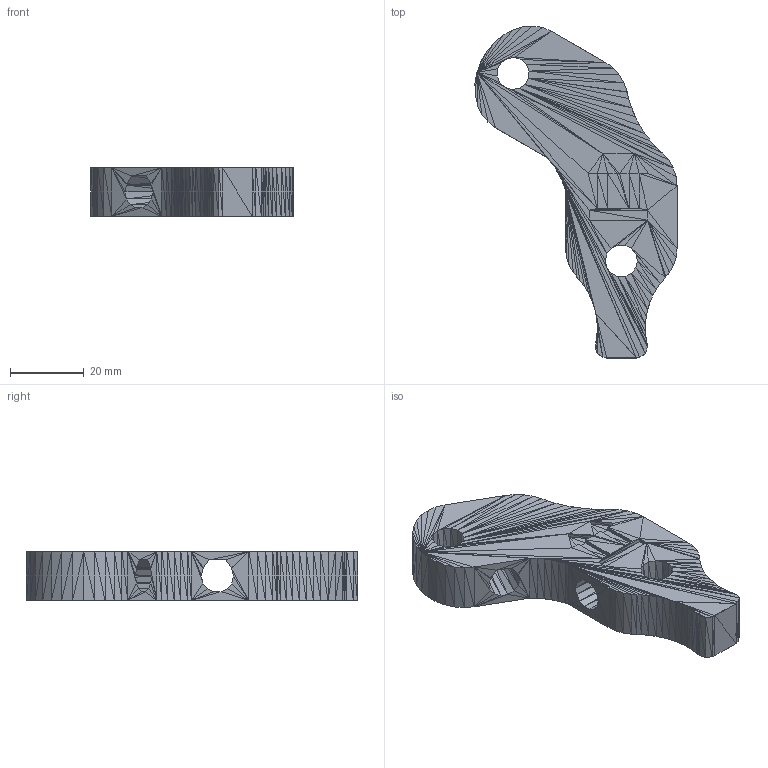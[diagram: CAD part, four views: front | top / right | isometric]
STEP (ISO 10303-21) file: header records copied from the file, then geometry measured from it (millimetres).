
FILE_DESCRIPTION(('FreeCAD Model'),'2;1');
FILE_NAME('frame-vertex-foot.stp', '2011-11-21T21:30:47',('FreeCAD'),('FreeCAD'), 'Open CASCADE STEP processor 6.3','FreeCAD','Unknown');
FILE_SCHEMA(('AUTOMOTIVE_DESIGN_CC2 { 1 2 10303 214 -1 1 5 4 }'));
Length unit declared in the file: millimetre
Products named in the file (1): Open CASCADE STEP translator 6.3 6
Bounding box: 54.65 x 89.76 x 13.2 mm (x, y, z)
Surface area: 10271.2 mm2 (no closed solid volume)
Topology: 0 solids, 1 shells, 760 faces, 1140 edges, 374 vertices
Faces by surface type: plane 760
Entity records: 28506 total; most frequent: CARTESIAN_POINT 5695, DIRECTION 3802, ORIENTED_EDGE 2280, LINE 2280, VECTOR 2280, PCURVE 2280, DEFINITIONAL_REPRESENTATION 2280, EDGE_CURVE 1140
